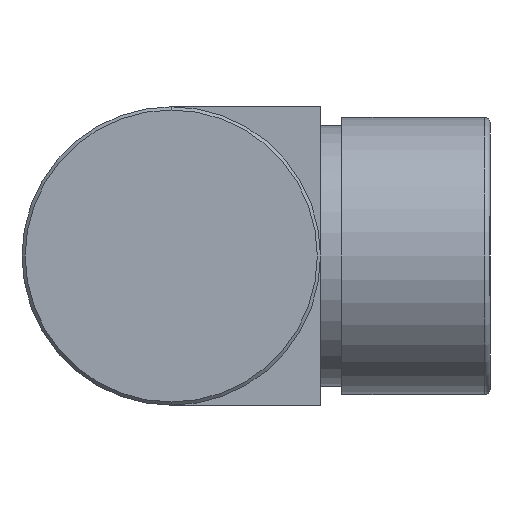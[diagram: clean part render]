
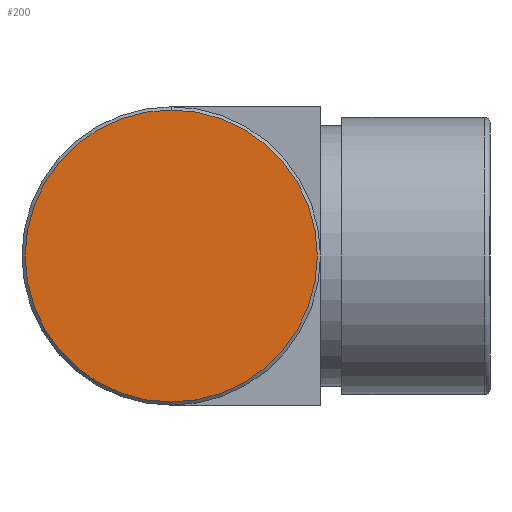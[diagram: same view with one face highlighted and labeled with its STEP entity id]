
A CAD part, left-side view. The second image highlights one B-rep face of the part: STEP entity #200.
In plain terms, the highlighted planar face has unit normal (-1, 0, 0).
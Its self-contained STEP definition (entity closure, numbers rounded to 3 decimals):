
#12 = PLANE ( 'NONE',  #966 ) ;
#19 = DIRECTION ( 'NONE',  ( 0., 0., -1. ) ) ;
#66 = DIRECTION ( 'NONE',  ( 0., 0., 1. ) ) ;
#76 = DIRECTION ( 'NONE',  ( -1., 0., 0. ) ) ;
#117 = CARTESIAN_POINT ( 'NONE',  ( 0., 0., 0. ) ) ;
#153 = VERTEX_POINT ( 'NONE', #303 ) ;
#200 = ADVANCED_FACE ( 'NONE', ( #1148 ), #12, .F. ) ;
#303 = CARTESIAN_POINT ( 'NONE',  ( 0., 0., 13.7 ) ) ;
#311 = DIRECTION ( 'NONE',  ( 0., 0., 1. ) ) ;
#315 = AXIS2_PLACEMENT_3D ( 'NONE', #445, #76, #66 ) ;
#445 = CARTESIAN_POINT ( 'NONE',  ( 0., 0., 0. ) ) ;
#496 = CIRCLE ( 'NONE', #1195, 13.7 ) ;
#497 = CARTESIAN_POINT ( 'NONE',  ( 0., 0., 0. ) ) ;
#588 = DIRECTION ( 'NONE',  ( 1., 0., 0. ) ) ;
#687 = DIRECTION ( 'NONE',  ( -1., 0., 0. ) ) ;
#753 = EDGE_CURVE ( 'NONE', #1093, #153, #496, .T. ) ;
#754 = EDGE_LOOP ( 'NONE', ( #1180, #1005 ) ) ;
#934 = CARTESIAN_POINT ( 'NONE',  ( 0., 0., -13.7 ) ) ;
#966 = AXIS2_PLACEMENT_3D ( 'NONE', #117, #588, #19 ) ;
#1005 = ORIENTED_EDGE ( 'NONE', *, *, #1009, .T. ) ;
#1009 = EDGE_CURVE ( 'NONE', #153, #1093, #1119, .T. ) ;
#1093 = VERTEX_POINT ( 'NONE', #934 ) ;
#1119 = CIRCLE ( 'NONE', #315, 13.7 ) ;
#1148 = FACE_OUTER_BOUND ( 'NONE', #754, .T. ) ;
#1180 = ORIENTED_EDGE ( 'NONE', *, *, #753, .T. ) ;
#1195 = AXIS2_PLACEMENT_3D ( 'NONE', #497, #687, #311 ) ;
